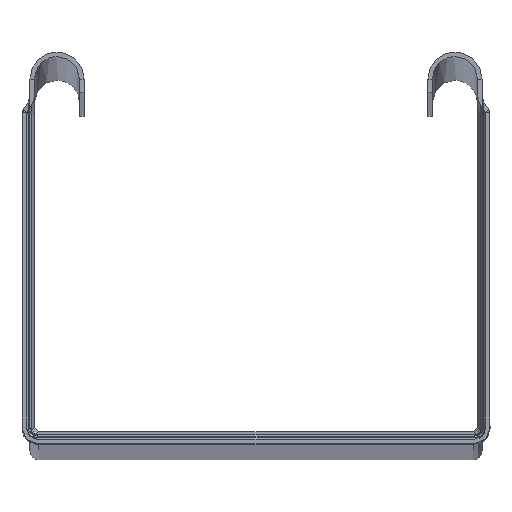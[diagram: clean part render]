
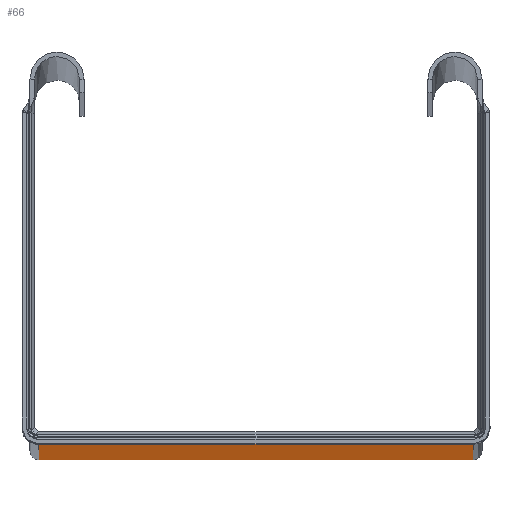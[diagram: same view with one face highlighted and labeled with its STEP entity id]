
A CAD part, top view. The second image highlights one B-rep face of the part: STEP entity #66.
In plain terms, the highlighted planar face has unit normal (0, -1, 0).
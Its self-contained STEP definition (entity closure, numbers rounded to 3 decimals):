
#66=ADVANCED_FACE('',(#165),#1347,.T.);
#165=FACE_OUTER_BOUND('',#264,.T.);
#264=EDGE_LOOP('',(#552,#553,#554,#555));
#552=ORIENTED_EDGE('',*,*,#895,.F.);
#553=ORIENTED_EDGE('',*,*,#894,.F.);
#554=ORIENTED_EDGE('',*,*,#893,.F.);
#555=ORIENTED_EDGE('',*,*,#892,.F.);
#892=EDGE_CURVE('',#1301,#1302,#1145,.T.);
#893=EDGE_CURVE('',#1302,#1288,#1146,.T.);
#894=EDGE_CURVE('',#1288,#1300,#1147,.T.);
#895=EDGE_CURVE('',#1300,#1301,#1148,.T.);
#1145=B_SPLINE_CURVE_WITH_KNOTS('',1,(#4199,#4200),.UNSPECIFIED.,.F.,.F.,
(2,2),(0.,2995.555),.UNSPECIFIED.);
#1146=B_SPLINE_CURVE_WITH_KNOTS('',1,(#4201,#4202),.UNSPECIFIED.,.F.,.F.,
(2,2),(0.,96.),.UNSPECIFIED.);
#1147=B_SPLINE_CURVE_WITH_KNOTS('',1,(#4203,#4204),.UNSPECIFIED.,.F.,.F.,
(2,2),(0.,2995.555),.UNSPECIFIED.);
#1148=B_SPLINE_CURVE_WITH_KNOTS('',1,(#4205,#4206),.UNSPECIFIED.,.F.,.F.,
(2,2),(0.,96.),.UNSPECIFIED.);
#1288=VERTEX_POINT('',#3622);
#1300=VERTEX_POINT('',#3634);
#1301=VERTEX_POINT('',#3635);
#1302=VERTEX_POINT('',#3636);
#1347=PLANE('',#1466);
#1466=AXIS2_PLACEMENT_3D('',#2671,#1511,$);
#1511=DIRECTION('',(0.,-1.,0.));
#2671=CARTESIAN_POINT('',(61.265,0.,-303.22));
#3622=CARTESIAN_POINT('',(-48.,0.,0.));
#3634=CARTESIAN_POINT('',(-48.,0.,2995.555));
#3635=CARTESIAN_POINT('',(48.,0.,2995.555));
#3636=CARTESIAN_POINT('',(48.,0.,0.));
#4199=CARTESIAN_POINT('',(48.,0.,2995.555));
#4200=CARTESIAN_POINT('',(48.,0.,0.));
#4201=CARTESIAN_POINT('',(48.,0.,0.));
#4202=CARTESIAN_POINT('',(-48.,0.,0.));
#4203=CARTESIAN_POINT('',(-48.,0.,0.));
#4204=CARTESIAN_POINT('',(-48.,0.,2995.555));
#4205=CARTESIAN_POINT('',(-48.,0.,2995.555));
#4206=CARTESIAN_POINT('',(48.,0.,2995.555));
